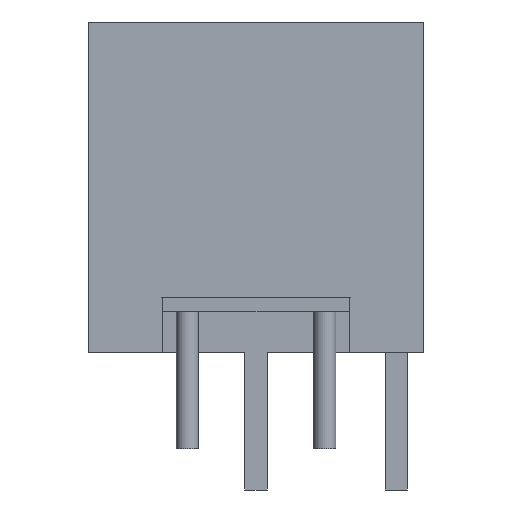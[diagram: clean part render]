
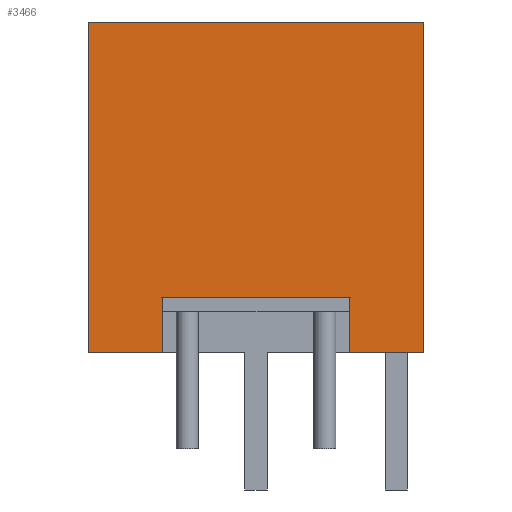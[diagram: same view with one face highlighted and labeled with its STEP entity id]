
A CAD part, front view. The second image highlights one B-rep face of the part: STEP entity #3466.
In plain terms, the highlighted planar face has unit normal (0, -1, 0).
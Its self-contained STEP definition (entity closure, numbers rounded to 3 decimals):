
#2487=CARTESIAN_POINT('',(3.4,-5.6,2.0));
#2488=VERTEX_POINT('',#2487);
#2497=CARTESIAN_POINT('',(-3.4,-5.6,2.0));
#2498=VERTEX_POINT('',#2497);
#2499=CARTESIAN_POINT('',(-3.4,-5.6,2.0));
#2500=DIRECTION('',(1.0,0.0,0.0));
#2501=VECTOR('',#2500,6.8);
#2502=LINE('',#2499,#2501);
#2503=EDGE_CURVE('',#2498,#2488,#2502,.T.);
#3129=CARTESIAN_POINT('',(-6.1,-5.6,12.0));
#3130=VERTEX_POINT('',#3129);
#3137=CARTESIAN_POINT('',(6.1,-5.6,12.0));
#3138=VERTEX_POINT('',#3137);
#3139=CARTESIAN_POINT('',(6.1,-5.6,12.0));
#3140=DIRECTION('',(-1.0,0.0,0.0));
#3141=VECTOR('',#3140,12.2);
#3142=LINE('',#3139,#3141);
#3143=EDGE_CURVE('',#3138,#3130,#3142,.T.);
#3233=CARTESIAN_POINT('',(-3.4,-5.6,0.0));
#3234=VERTEX_POINT('',#3233);
#3235=CARTESIAN_POINT('',(-3.4,-5.6,0.0));
#3236=DIRECTION('',(0.0,0.0,1.0));
#3237=VECTOR('',#3236,2.0);
#3238=LINE('',#3235,#3237);
#3239=EDGE_CURVE('',#3234,#2498,#3238,.T.);
#3264=CARTESIAN_POINT('',(-6.1,-5.6,0.0));
#3265=VERTEX_POINT('',#3264);
#3272=CARTESIAN_POINT('',(-6.1,-5.6,0.0));
#3273=DIRECTION('',(0.0,0.0,1.0));
#3274=VECTOR('',#3273,12.0);
#3275=LINE('',#3272,#3274);
#3276=EDGE_CURVE('',#3265,#3130,#3275,.T.);
#3289=CARTESIAN_POINT('',(-6.1,-5.6,0.0));
#3290=DIRECTION('',(1.0,0.0,0.0));
#3291=VECTOR('',#3290,2.7);
#3292=LINE('',#3289,#3291);
#3293=EDGE_CURVE('',#3265,#3234,#3292,.T.);
#3403=CARTESIAN_POINT('',(3.4,-5.6,0.0));
#3404=VERTEX_POINT('',#3403);
#3411=CARTESIAN_POINT('',(3.4,-5.6,0.0));
#3412=DIRECTION('',(0.0,0.0,1.0));
#3413=VECTOR('',#3412,2.0);
#3414=LINE('',#3411,#3413);
#3415=EDGE_CURVE('',#3404,#2488,#3414,.T.);
#3425=CARTESIAN_POINT('',(6.1,-5.6,0.0));
#3426=VERTEX_POINT('',#3425);
#3427=CARTESIAN_POINT('',(6.1,-5.6,0.0));
#3428=DIRECTION('',(0.0,0.0,1.0));
#3429=VECTOR('',#3428,12.0);
#3430=LINE('',#3427,#3429);
#3431=EDGE_CURVE('',#3426,#3138,#3430,.T.);
#3446=CARTESIAN_POINT('',(6.1,-5.6,0.0));
#3447=DIRECTION('',(0.0,-1.0,0.0));
#3448=DIRECTION('',(0.0,0.0,1.0));
#3449=AXIS2_PLACEMENT_3D('',#3446,#3447,#3448);
#3450=PLANE('',#3449);
#3451=ORIENTED_EDGE('',*,*,#3415,.F.);
#3452=CARTESIAN_POINT('',(6.1,-5.6,0.0));
#3453=DIRECTION('',(-1.0,0.0,0.0));
#3454=VECTOR('',#3453,2.7);
#3455=LINE('',#3452,#3454);
#3456=EDGE_CURVE('',#3426,#3404,#3455,.T.);
#3457=ORIENTED_EDGE('',*,*,#3456,.F.);
#3458=ORIENTED_EDGE('',*,*,#3431,.T.);
#3459=ORIENTED_EDGE('',*,*,#3143,.T.);
#3460=ORIENTED_EDGE('',*,*,#3276,.F.);
#3461=ORIENTED_EDGE('',*,*,#3293,.T.);
#3462=ORIENTED_EDGE('',*,*,#3239,.T.);
#3463=ORIENTED_EDGE('',*,*,#2503,.T.);
#3464=EDGE_LOOP('',(#3451,#3457,#3458,#3459,#3460,#3461,#3462,#3463));
#3465=FACE_OUTER_BOUND('',#3464,.T.);
#3466=ADVANCED_FACE('',(#3465),#3450,.T.);
